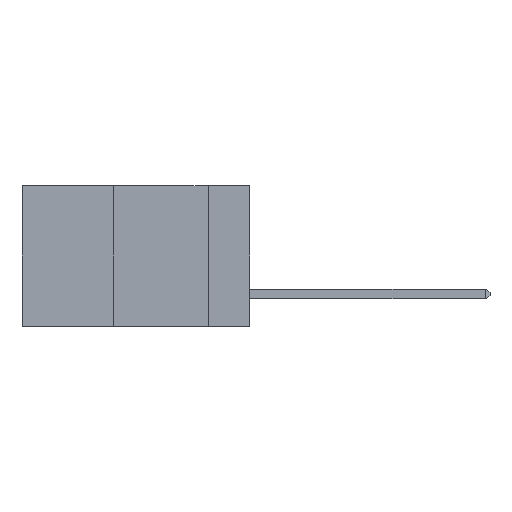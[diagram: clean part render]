
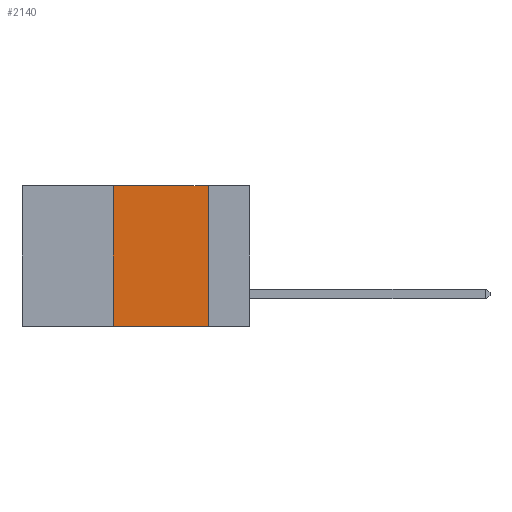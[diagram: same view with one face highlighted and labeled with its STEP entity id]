
A CAD part, left-side view. The second image highlights one B-rep face of the part: STEP entity #2140.
In plain terms, the highlighted planar face has unit normal (-1, 0, 0).
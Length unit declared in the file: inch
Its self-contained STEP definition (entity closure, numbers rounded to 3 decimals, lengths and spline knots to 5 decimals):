
#64 = VERTEX_POINT ( 'NONE', #5161 ) ;
#746 = CARTESIAN_POINT ( 'NONE',  ( 0., 0.6, -0.37 ) ) ;
#1073 = EDGE_CURVE ( 'NONE', #2342, #5153, #4993, .T. ) ;
#1164 = VERTEX_POINT ( 'NONE', #10769 ) ;
#1414 = PLANE ( 'NONE',  #1486 ) ;
#1486 = AXIS2_PLACEMENT_3D ( 'NONE', #7636, #8137, #10641 ) ;
#1798 = CARTESIAN_POINT ( 'NONE',  ( 0., 0.6, 0. ) ) ;
#2120 = LINE ( 'NONE', #9038, #10983 ) ;
#2140 = ADVANCED_FACE ( 'NONE', ( #8633 ), #1414, .F. ) ;
#2147 = DIRECTION ( 'NONE',  ( 0., 0., -1. ) ) ;
#2338 = ORIENTED_EDGE ( 'NONE', *, *, #1073, .F. ) ;
#2342 = VERTEX_POINT ( 'NONE', #3390 ) ;
#2469 = ORIENTED_EDGE ( 'NONE', *, *, #6394, .F. ) ;
#2864 = EDGE_LOOP ( 'NONE', ( #2469, #8178, #2338, #4527 ) ) ;
#3390 = CARTESIAN_POINT ( 'NONE',  ( 0., 0.36, -0.37 ) ) ;
#4031 = CARTESIAN_POINT ( 'NONE',  ( 0., 0.36, 0. ) ) ;
#4527 = ORIENTED_EDGE ( 'NONE', *, *, #6036, .T. ) ;
#4764 = VECTOR ( 'NONE', #6936, 39.37008 ) ;
#4993 = LINE ( 'NONE', #4031, #9542 ) ;
#5153 = VERTEX_POINT ( 'NONE', #10503 ) ;
#5161 = CARTESIAN_POINT ( 'NONE',  ( 0., 0.11, -0.37 ) ) ;
#6036 = EDGE_CURVE ( 'NONE', #2342, #64, #6534, .T. ) ;
#6268 = VECTOR ( 'NONE', #7039, 39.37008 ) ;
#6394 = EDGE_CURVE ( 'NONE', #1164, #64, #2120, .T. ) ;
#6521 = LINE ( 'NONE', #1798, #6268 ) ;
#6534 = LINE ( 'NONE', #746, #4764 ) ;
#6936 = DIRECTION ( 'NONE',  ( 0., -1., 0. ) ) ;
#7039 = DIRECTION ( 'NONE',  ( 0., -1., 0. ) ) ;
#7636 = CARTESIAN_POINT ( 'NONE',  ( 0., 0.6, 0. ) ) ;
#8137 = DIRECTION ( 'NONE',  ( 1., 0., 0. ) ) ;
#8178 = ORIENTED_EDGE ( 'NONE', *, *, #11064, .F. ) ;
#8633 = FACE_OUTER_BOUND ( 'NONE', #2864, .T. ) ;
#9038 = CARTESIAN_POINT ( 'NONE',  ( 0., 0.11, 0. ) ) ;
#9451 = DIRECTION ( 'NONE',  ( 0., 0., 1. ) ) ;
#9542 = VECTOR ( 'NONE', #9451, 39.37008 ) ;
#10503 = CARTESIAN_POINT ( 'NONE',  ( 0., 0.36, 0. ) ) ;
#10641 = DIRECTION ( 'NONE',  ( 0., 0., -1. ) ) ;
#10769 = CARTESIAN_POINT ( 'NONE',  ( 0., 0.11, 0. ) ) ;
#10983 = VECTOR ( 'NONE', #2147, 39.37008 ) ;
#11064 = EDGE_CURVE ( 'NONE', #5153, #1164, #6521, .T. ) ;
